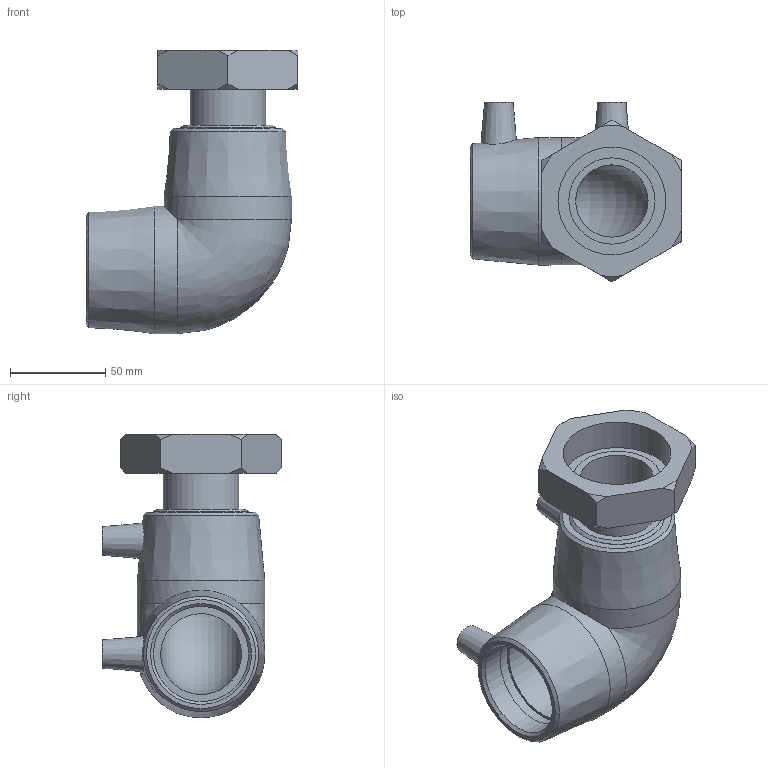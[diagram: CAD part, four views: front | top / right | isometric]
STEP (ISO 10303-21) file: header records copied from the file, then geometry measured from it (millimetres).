
FILE_DESCRIPTION(/* description */ ('PLASSON 90° ELBOW FEMALE FREE NUT TRANSITION 50-2"'),/* implementation_level */ '2;1');
FILE_NAME(/* name */ '494504050020.ipt.stp',/* time_stamp */ '2018-04-26T12:06:45+03:00',/* author */ ('KIM'),/* organization */ (''),/* preprocessor_version */ 'ST-DEVELOPER v15.6',/* originating_system */ 'Autodesk Inventor 2015',/* authorisation */ '');
FILE_SCHEMA (('AUTOMOTIVE_DESIGN { 1 0 10303 214 3 1 1 }'));
Length unit declared in the file: millimetre
Products named in the file (1): 494504050020
Bounding box: 111.3 x 94.49 x 149 mm (x, y, z)
Volume: 314059.2 mm3; surface area: 76540.2 mm2
Topology: 1 solids, 2 shells, 61 faces, 137 edges, 89 vertices
Faces by surface type: plane 23, cone 22, cylinder 14, bspline 1, torus 1
Full cylindrical faces by diameter (mm): 4 x2, 10 x2, 38 x1, 39.659 x1, 45.325 x1, 50 x4, 56.656 x1, 67 x2
Entity records: 1554 total; most frequent: CARTESIAN_POINT 377, DIRECTION 246, ORIENTED_EDGE 194, AXIS2_PLACEMENT_3D 114, EDGE_LOOP 103, EDGE_CURVE 97, VERTEX_POINT 78, FACE_OUTER_BOUND 61
